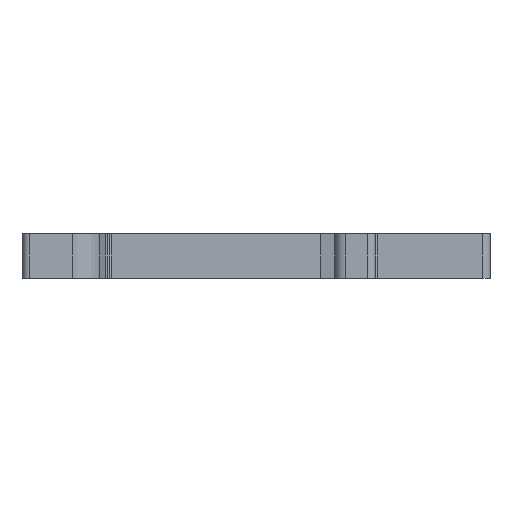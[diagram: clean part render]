
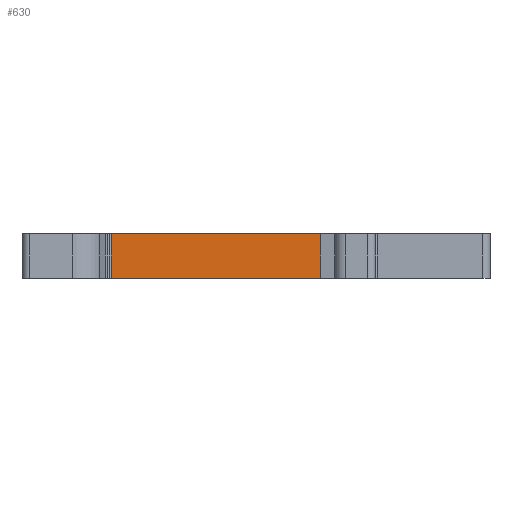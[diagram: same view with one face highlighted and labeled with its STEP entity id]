
A CAD part, front view. The second image highlights one B-rep face of the part: STEP entity #630.
In plain terms, the highlighted planar face has unit normal (0, -1, 0).
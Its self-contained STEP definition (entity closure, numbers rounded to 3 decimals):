
#630=ADVANCED_FACE('',(#1250),#929,.F.);
#929=PLANE('',#8175);
#1250=FACE_OUTER_BOUND('',#1670,.T.);
#1670=EDGE_LOOP('',(#4728,#4729,#4730,#4731));
#1990=LINE('',#10604,#2724);
#2015=LINE('',#10715,#2749);
#2413=LINE('',#16035,#3147);
#2414=LINE('',#16036,#3148);
#2724=VECTOR('',#8530,1.);
#2749=VECTOR('',#8633,1.);
#3147=VECTOR('',#9709,1.);
#3148=VECTOR('',#9710,1.);
#4728=ORIENTED_EDGE('',*,*,#7204,.F.);
#4729=ORIENTED_EDGE('',*,*,#6542,.T.);
#4730=ORIENTED_EDGE('',*,*,#7205,.F.);
#4731=ORIENTED_EDGE('',*,*,#6487,.F.);
#5757=VERTEX_POINT('',#10603);
#5758=VERTEX_POINT('',#10605);
#5804=VERTEX_POINT('',#10714);
#5805=VERTEX_POINT('',#10716);
#6487=EDGE_CURVE('',#5757,#5758,#1990,.T.);
#6542=EDGE_CURVE('',#5805,#5804,#2015,.T.);
#7204=EDGE_CURVE('',#5805,#5757,#2413,.T.);
#7205=EDGE_CURVE('',#5758,#5804,#2414,.T.);
#8175=AXIS2_PLACEMENT_3D('',#16037,#9711,#9712);
#8530=DIRECTION('',(-1.,0.,0.));
#8633=DIRECTION('',(-1.,0.,0.));
#9709=DIRECTION('',(0.,0.,-1.));
#9710=DIRECTION('',(0.,0.,1.));
#9711=DIRECTION('',(0.,1.,0.));
#9712=DIRECTION('',(0.,0.,1.));
#10603=CARTESIAN_POINT('',(16.745,-15.2,-3.45));
#10604=CARTESIAN_POINT('',(16.745,-15.2,-3.45));
#10605=CARTESIAN_POINT('',(-11.98,-15.2,-3.45));
#10714=CARTESIAN_POINT('',(-11.98,-15.2,2.65));
#10715=CARTESIAN_POINT('',(-8.,-15.2,2.65));
#10716=CARTESIAN_POINT('',(16.745,-15.2,2.65));
#16035=CARTESIAN_POINT('',(16.745,-15.2,2.65));
#16036=CARTESIAN_POINT('',(-11.98,-15.2,-3.45));
#16037=CARTESIAN_POINT('',(16.745,-15.2,2.65));
